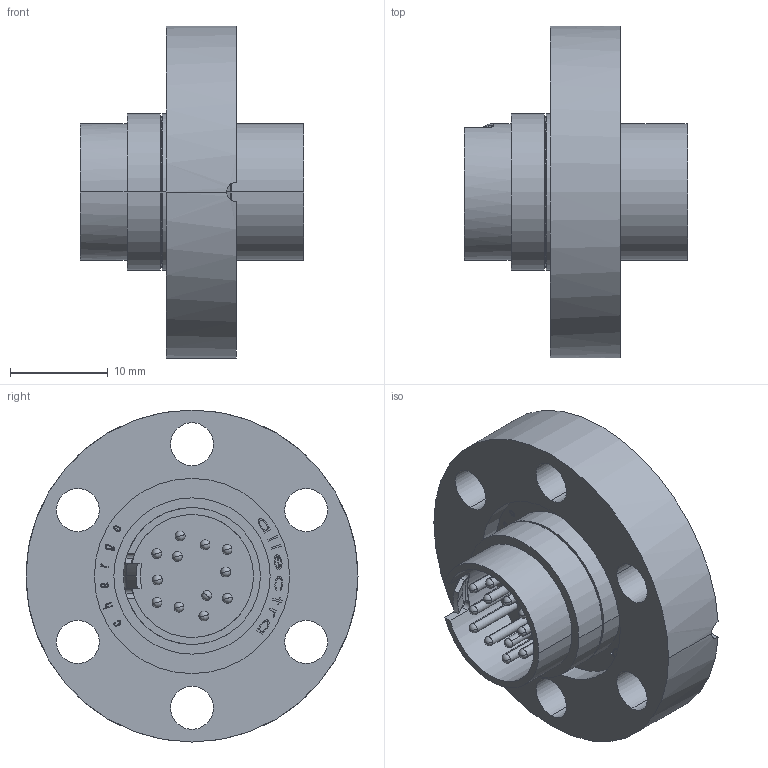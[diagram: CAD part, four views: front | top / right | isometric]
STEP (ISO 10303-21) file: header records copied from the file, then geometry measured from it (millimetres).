
FILE_DESCRIPTION (( 'STEP AP214' ), '1' );
FILE_NAME ('220-CM12-C16.STEP', '2019-06-03T10:09:15', ( '' ), ( '' ), 'SwSTEP 2.0', 'SolidWorks 2014', '' );
FILE_SCHEMA (( 'AUTOMOTIVE_DESIGN' ));
Length unit declared in the file: millimetre
Products named in the file (6): 9220-PIN-FENI_pin vergd; 9220-CM-GLASS12-PLATE; 9220-CM-C16-V0914_Einbuchtung-neu; 9411-CR-OUT_DN16 CF; 220-CM12-C16; 9220-CM-GLASS-12-C16_220-CM12-C16
Assembly tree (16 placements, depth 3):
  220-CM12-C16
    9411-CR-OUT_DN16 CF
    9220-CM-GLASS-12-C16_220-CM12-C16
      9220-CM-C16-V0914_Einbuchtung-neu
      9220-CM-GLASS12-PLATE
      9220-PIN-FENI_pin vergd  x12
Bounding box: 22.9 x 34 x 34 mm (x, y, z)
Volume: 5818.3 mm3; surface area: 6777.6 mm2
Topology: 15 solids, 15 shells, 364 faces, 990 edges, 632 vertices
Faces by surface type: plane 112, bspline 99, cylinder 87, sphere 48, torus 9, cone 9
Entity records: 15137 total; most frequent: CARTESIAN_POINT 7965, ORIENTED_EDGE 1576, DIRECTION 1155, EDGE_CURVE 788, VERTEX_POINT 522, VECTOR 395, LINE 395, AXIS2_PLACEMENT_3D 380
